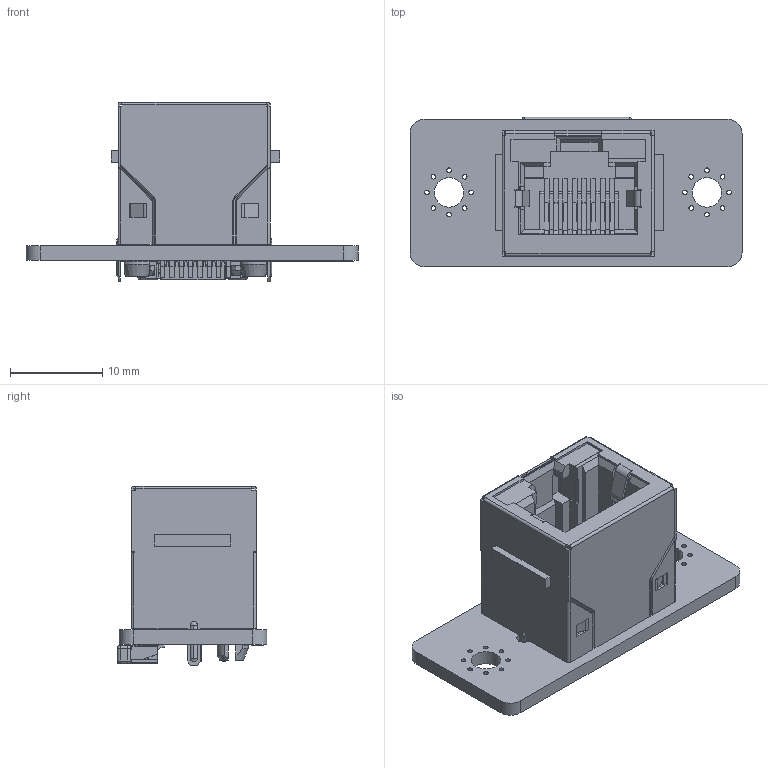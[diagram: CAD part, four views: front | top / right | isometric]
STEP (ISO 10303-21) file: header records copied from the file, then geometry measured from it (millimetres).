
FILE_DESCRIPTION(('FreeCAD Model'),'2;1');
FILE_NAME('Open CASCADE Shape Model','2023-08-17T12:40:25',('Author'),( ''),'Open CASCADE STEP processor 7.5','FreeCAD','Unknown');
FILE_SCHEMA(('AUTOMOTIVE_DESIGN { 1 0 10303 214 1 1 1 1 }'));
Length unit declared in the file: millimetre
Products named in the file (13): RJ45_Module; Local_CS_db98; Board_Geoms_db98; Pcb_db98; PCB_Sketch_db98; botSilks_4f2c; Step_Models_db98; Top_db98; J1_M-RJHSE-3380-A1-REVT003_88ad254e18ab; M-RJHSE-3380-A1-REVT1; M-RJHSE-3380-A1-REVT002; Bot_db98; J2_C-1-1734839-3_cc632d8c6ff4[2]
Assembly tree (12 placements, depth 5):
  RJ45_Module
    Local_CS_db98
    Board_Geoms_db98
      Pcb_db98
      PCB_Sketch_db98
      botSilks_4f2c
    Step_Models_db98
      Top_db98
        J1_M-RJHSE-3380-A1-REVT003_88ad254e18ab
          M-RJHSE-3380-A1-REVT1
          M-RJHSE-3380-A1-REVT002
      Bot_db98
        J2_C-1-1734839-3_cc632d8c6ff4[2]
Bounding box: 36.01 x 16.23 x 19.43 mm (x, y, z)
Volume: 2983.4 mm3; surface area: 6525.1 mm2
Topology: 4 solids, 57 shells, 1595 faces, 8498 edges, 6950 vertices
Faces by surface type: plane 1201, cylinder 346, bspline 26, cone 14, sphere 8
Full cylindrical faces by diameter (mm): 0.5 x16, 0.89 x8, 1.57 x2, 3.2 x2, 3.25 x2
Entity records: 85897 total; most frequent: CARTESIAN_POINT 17911, ORIENTED_EDGE 12991, DIRECTION 12241, EDGE_CURVE 8482, LINE 7673, VECTOR 7673, VERTEX_POINT 6934, AXIS2_PLACEMENT_3D 2284
